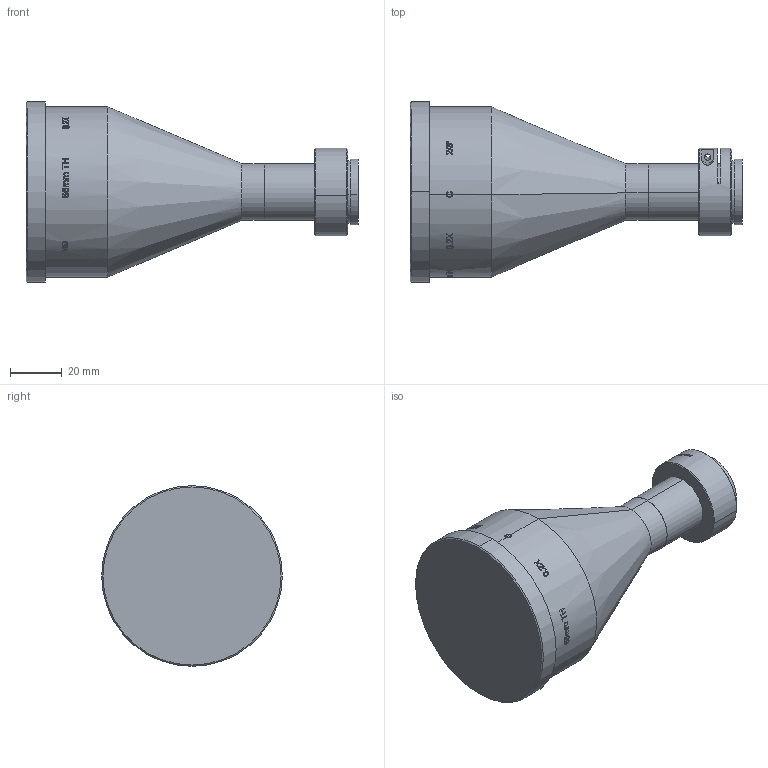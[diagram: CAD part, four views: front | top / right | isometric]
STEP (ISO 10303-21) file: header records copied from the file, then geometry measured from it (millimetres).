
FILE_DESCRIPTION (( 'STEP AP203' ), '1' );
FILE_NAME ('VA-LCM-TC-0-0.2X-WD65-015.STEP', '2024-05-24T01:28:58', ( '' ), ( '' ), 'SwSTEP 2.0', 'SolidWorks 2020', '' );
FILE_SCHEMA (( 'CONFIG_CONTROL_DESIGN' ));
Length unit declared in the file: millimetre
Products named in the file (1): VA-LCM-TC-0-0.2X-WD65-015
Bounding box: 128.6 x 70 x 70 mm (x, y, z)
Surface area: 26927.2 mm2 (no closed solid volume)
Topology: 0 solids, 10 shells, 142 faces, 701 edges, 545 vertices
Faces by surface type: cylinder 49, bspline 39, plane 34, cone 18, sphere 2
Entity records: 14622 total; most frequent: CARTESIAN_POINT 9860, ORIENTED_EDGE 948, DIRECTION 713, EDGE_CURVE 701, VERTEX_POINT 545, B_SPLINE_CURVE_WITH_KNOTS 371, AXIS2_PLACEMENT_3D 279, CIRCLE 175
